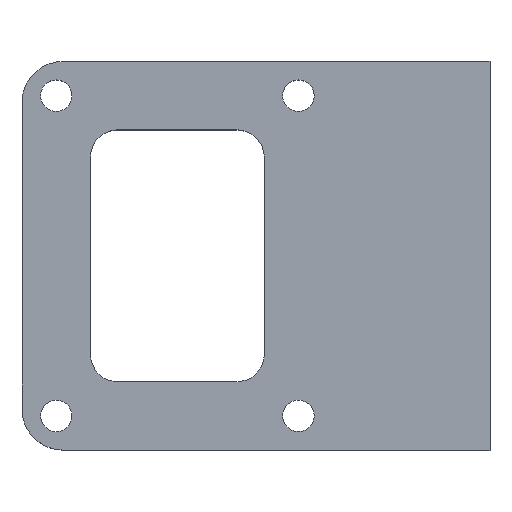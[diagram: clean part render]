
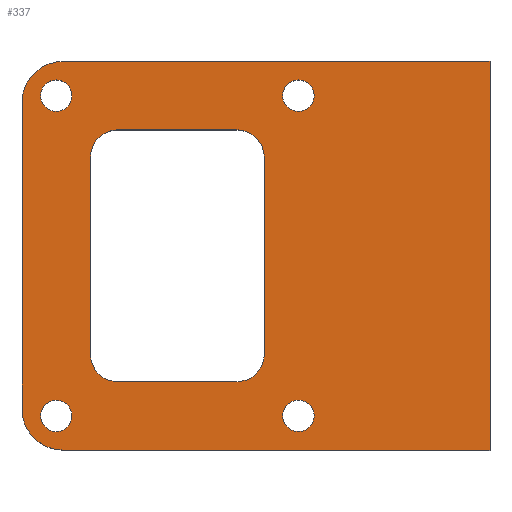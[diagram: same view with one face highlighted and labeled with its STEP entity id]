
A CAD part, top view. The second image highlights one B-rep face of the part: STEP entity #337.
In plain terms, the highlighted planar face has unit normal (0, 0, 1).
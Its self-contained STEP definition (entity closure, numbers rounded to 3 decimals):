
#57 = VERTEX_POINT('',#58);
#58 = CARTESIAN_POINT('',(45.7,-28.4,10.));
#64 = EDGE_CURVE('',#65,#57,#67,.T.);
#65 = VERTEX_POINT('',#66);
#66 = CARTESIAN_POINT('',(-16.7,-28.4,10.));
#67 = LINE('',#68,#69);
#68 = CARTESIAN_POINT('',(22.7,-28.4,10.));
#69 = VECTOR('',#70,1.);
#70 = DIRECTION('',(1.,0.,0.));
#276 = EDGE_CURVE('',#277,#65,#279,.T.);
#277 = VERTEX_POINT('',#278);
#278 = CARTESIAN_POINT('',(-22.7,-22.4,10.));
#279 = CIRCLE('',#280,6.);
#280 = AXIS2_PLACEMENT_3D('',#281,#282,#283);
#281 = CARTESIAN_POINT('',(-16.7,-22.4,10.));
#282 = DIRECTION('',(-0.,0.,1.));
#283 = DIRECTION('',(0.,-1.,0.));
#337 = ADVANCED_FACE('',(#338,#408,#443,#454,#465,#476),#487,.T.);
#338 = FACE_BOUND('',#339,.T.);
#339 = EDGE_LOOP('',(#340,#350,#359,#367,#376,#384,#393,#401));
#340 = ORIENTED_EDGE('',*,*,#341,.F.);
#341 = EDGE_CURVE('',#342,#344,#346,.T.);
#342 = VERTEX_POINT('',#343);
#343 = CARTESIAN_POINT('',(-8.7,-18.4,10.));
#344 = VERTEX_POINT('',#345);
#345 = CARTESIAN_POINT('',(8.7,-18.4,10.));
#346 = LINE('',#347,#348);
#347 = CARTESIAN_POINT('',(-12.7,-18.4,10.));
#348 = VECTOR('',#349,1.);
#349 = DIRECTION('',(1.,0.,0.));
#350 = ORIENTED_EDGE('',*,*,#351,.T.);
#351 = EDGE_CURVE('',#342,#352,#354,.T.);
#352 = VERTEX_POINT('',#353);
#353 = CARTESIAN_POINT('',(-12.7,-14.4,10.));
#354 = CIRCLE('',#355,4.);
#355 = AXIS2_PLACEMENT_3D('',#356,#357,#358);
#356 = CARTESIAN_POINT('',(-8.7,-14.4,10.));
#357 = DIRECTION('',(-0.,-0.,-1.));
#358 = DIRECTION('',(0.,-1.,0.));
#359 = ORIENTED_EDGE('',*,*,#360,.F.);
#360 = EDGE_CURVE('',#361,#352,#363,.T.);
#361 = VERTEX_POINT('',#362);
#362 = CARTESIAN_POINT('',(-12.7,14.4,10.));
#363 = LINE('',#364,#365);
#364 = CARTESIAN_POINT('',(-12.7,18.4,10.));
#365 = VECTOR('',#366,1.);
#366 = DIRECTION('',(0.,-1.,0.));
#367 = ORIENTED_EDGE('',*,*,#368,.T.);
#368 = EDGE_CURVE('',#361,#369,#371,.T.);
#369 = VERTEX_POINT('',#370);
#370 = CARTESIAN_POINT('',(-8.7,18.4,10.));
#371 = CIRCLE('',#372,4.);
#372 = AXIS2_PLACEMENT_3D('',#373,#374,#375);
#373 = CARTESIAN_POINT('',(-8.7,14.4,10.));
#374 = DIRECTION('',(-0.,-0.,-1.));
#375 = DIRECTION('',(0.,-1.,0.));
#376 = ORIENTED_EDGE('',*,*,#377,.F.);
#377 = EDGE_CURVE('',#378,#369,#380,.T.);
#378 = VERTEX_POINT('',#379);
#379 = CARTESIAN_POINT('',(8.7,18.4,10.));
#380 = LINE('',#381,#382);
#381 = CARTESIAN_POINT('',(12.7,18.4,10.));
#382 = VECTOR('',#383,1.);
#383 = DIRECTION('',(-1.,0.,0.));
#384 = ORIENTED_EDGE('',*,*,#385,.T.);
#385 = EDGE_CURVE('',#378,#386,#388,.T.);
#386 = VERTEX_POINT('',#387);
#387 = CARTESIAN_POINT('',(12.7,14.4,10.));
#388 = CIRCLE('',#389,4.);
#389 = AXIS2_PLACEMENT_3D('',#390,#391,#392);
#390 = CARTESIAN_POINT('',(8.7,14.4,10.));
#391 = DIRECTION('',(-0.,-0.,-1.));
#392 = DIRECTION('',(0.,-1.,0.));
#393 = ORIENTED_EDGE('',*,*,#394,.F.);
#394 = EDGE_CURVE('',#395,#386,#397,.T.);
#395 = VERTEX_POINT('',#396);
#396 = CARTESIAN_POINT('',(12.7,-14.4,10.));
#397 = LINE('',#398,#399);
#398 = CARTESIAN_POINT('',(12.7,-18.4,10.));
#399 = VECTOR('',#400,1.);
#400 = DIRECTION('',(0.,1.,0.));
#401 = ORIENTED_EDGE('',*,*,#402,.F.);
#402 = EDGE_CURVE('',#344,#395,#403,.T.);
#403 = CIRCLE('',#404,4.);
#404 = AXIS2_PLACEMENT_3D('',#405,#406,#407);
#405 = CARTESIAN_POINT('',(8.7,-14.4,10.));
#406 = DIRECTION('',(-0.,0.,1.));
#407 = DIRECTION('',(0.,-1.,0.));
#408 = FACE_BOUND('',#409,.T.);
#409 = EDGE_LOOP('',(#410,#411,#419,#427,#436,#442));
#410 = ORIENTED_EDGE('',*,*,#64,.T.);
#411 = ORIENTED_EDGE('',*,*,#412,.T.);
#412 = EDGE_CURVE('',#57,#413,#415,.T.);
#413 = VERTEX_POINT('',#414);
#414 = CARTESIAN_POINT('',(45.7,28.4,10.));
#415 = LINE('',#416,#417);
#416 = CARTESIAN_POINT('',(45.7,-28.4,10.));
#417 = VECTOR('',#418,1.);
#418 = DIRECTION('',(0.,1.,0.));
#419 = ORIENTED_EDGE('',*,*,#420,.F.);
#420 = EDGE_CURVE('',#421,#413,#423,.T.);
#421 = VERTEX_POINT('',#422);
#422 = CARTESIAN_POINT('',(-16.7,28.4,10.));
#423 = LINE('',#424,#425);
#424 = CARTESIAN_POINT('',(22.7,28.4,10.));
#425 = VECTOR('',#426,1.);
#426 = DIRECTION('',(1.,0.,0.));
#427 = ORIENTED_EDGE('',*,*,#428,.T.);
#428 = EDGE_CURVE('',#421,#429,#431,.T.);
#429 = VERTEX_POINT('',#430);
#430 = CARTESIAN_POINT('',(-22.7,22.4,10.));
#431 = CIRCLE('',#432,6.);
#432 = AXIS2_PLACEMENT_3D('',#433,#434,#435);
#433 = CARTESIAN_POINT('',(-16.7,22.4,10.));
#434 = DIRECTION('',(-0.,0.,1.));
#435 = DIRECTION('',(0.,-1.,0.));
#436 = ORIENTED_EDGE('',*,*,#437,.T.);
#437 = EDGE_CURVE('',#429,#277,#438,.T.);
#438 = LINE('',#439,#440);
#439 = CARTESIAN_POINT('',(-22.7,28.4,10.));
#440 = VECTOR('',#441,1.);
#441 = DIRECTION('',(0.,-1.,0.));
#442 = ORIENTED_EDGE('',*,*,#276,.T.);
#443 = FACE_BOUND('',#444,.T.);
#444 = EDGE_LOOP('',(#445));
#445 = ORIENTED_EDGE('',*,*,#446,.F.);
#446 = EDGE_CURVE('',#447,#447,#449,.T.);
#447 = VERTEX_POINT('',#448);
#448 = CARTESIAN_POINT('',(-15.4,-23.4,10.));
#449 = CIRCLE('',#450,2.3);
#450 = AXIS2_PLACEMENT_3D('',#451,#452,#453);
#451 = CARTESIAN_POINT('',(-17.7,-23.4,10.));
#452 = DIRECTION('',(0.,0.,1.));
#453 = DIRECTION('',(1.,0.,0.));
#454 = FACE_BOUND('',#455,.T.);
#455 = EDGE_LOOP('',(#456));
#456 = ORIENTED_EDGE('',*,*,#457,.F.);
#457 = EDGE_CURVE('',#458,#458,#460,.T.);
#458 = VERTEX_POINT('',#459);
#459 = CARTESIAN_POINT('',(20.,-23.4,10.));
#460 = CIRCLE('',#461,2.3);
#461 = AXIS2_PLACEMENT_3D('',#462,#463,#464);
#462 = CARTESIAN_POINT('',(17.7,-23.4,10.));
#463 = DIRECTION('',(0.,0.,1.));
#464 = DIRECTION('',(1.,0.,0.));
#465 = FACE_BOUND('',#466,.T.);
#466 = EDGE_LOOP('',(#467));
#467 = ORIENTED_EDGE('',*,*,#468,.F.);
#468 = EDGE_CURVE('',#469,#469,#471,.T.);
#469 = VERTEX_POINT('',#470);
#470 = CARTESIAN_POINT('',(20.,23.4,10.));
#471 = CIRCLE('',#472,2.3);
#472 = AXIS2_PLACEMENT_3D('',#473,#474,#475);
#473 = CARTESIAN_POINT('',(17.7,23.4,10.));
#474 = DIRECTION('',(0.,0.,1.));
#475 = DIRECTION('',(1.,0.,0.));
#476 = FACE_BOUND('',#477,.T.);
#477 = EDGE_LOOP('',(#478));
#478 = ORIENTED_EDGE('',*,*,#479,.F.);
#479 = EDGE_CURVE('',#480,#480,#482,.T.);
#480 = VERTEX_POINT('',#481);
#481 = CARTESIAN_POINT('',(-15.4,23.4,10.));
#482 = CIRCLE('',#483,2.3);
#483 = AXIS2_PLACEMENT_3D('',#484,#485,#486);
#484 = CARTESIAN_POINT('',(-17.7,23.4,10.));
#485 = DIRECTION('',(0.,0.,1.));
#486 = DIRECTION('',(1.,0.,0.));
#487 = PLANE('',#488);
#488 = AXIS2_PLACEMENT_3D('',#489,#490,#491);
#489 = CARTESIAN_POINT('',(11.5,0.,10.));
#490 = DIRECTION('',(0.,0.,1.));
#491 = DIRECTION('',(1.,0.,0.));
